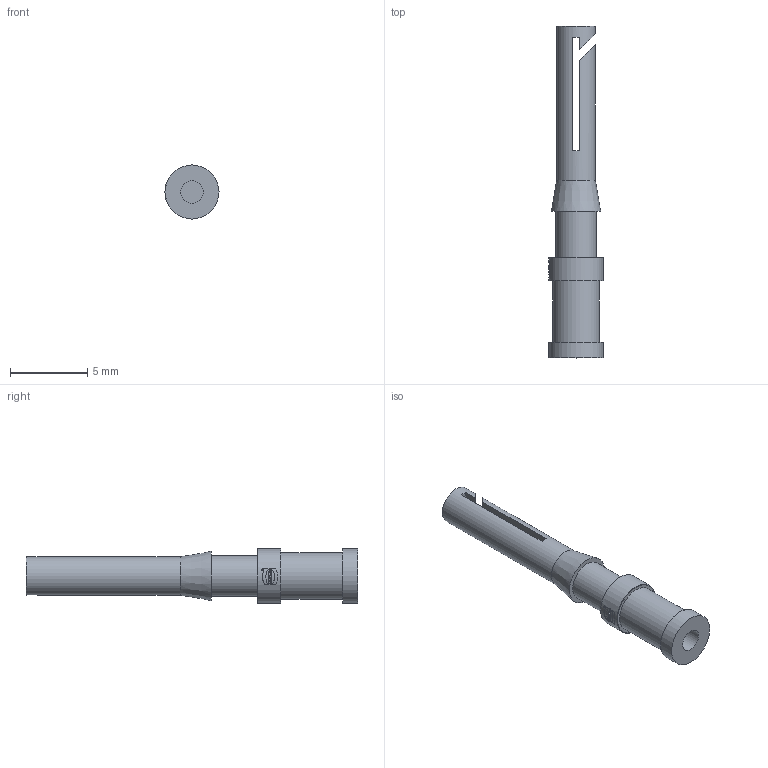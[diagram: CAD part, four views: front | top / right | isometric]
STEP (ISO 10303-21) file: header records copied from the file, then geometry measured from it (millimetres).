
FILE_DESCRIPTION(/* description */ (''),/* implementation_level */ '2;1');
FILE_NAME(/* name */ '100125545ugm000_b.stp',/* time_stamp */ '2017-09-28T17:49:39+02:00',/* author */ (''),/* organization */ (''),/* preprocessor_version */ 'ST-DEVELOPER v16',/* originating_system */ 'SIEMENS PLM Software NX 10.0',/* authorisation */ '');
FILE_SCHEMA (('AUTOMOTIVE_DESIGN { 1 0 10303 214 3 1 1 1 }'));
Length unit declared in the file: millimetre
Products named in the file (1): 100125545ugm000_b
Bounding box: 3.5 x 21.5 x 3.5 mm (x, y, z)
Volume: 95.3 mm3; surface area: 312.7 mm2
Topology: 1 solids, 2 shells, 130 faces, 416 edges, 393 vertices
Faces by surface type: plane 94, cylinder 33, extrusion 2, cone 1
Full cylindrical faces by diameter (mm): 0.114 x1, 0.135 x1, 1.45 x1, 1.6 x1, 2.5 x1, 2.6 x1, 3 x1, 3.4 x1, 3.5 x2
Entity records: 5484 total; most frequent: CARTESIAN_POINT 1522, DIRECTION 759, ORIENTED_EDGE 618, EDGE_CURVE 310, AXIS2_PLACEMENT_3D 258, VECTOR 243, LINE 241, VERTEX_POINT 214
